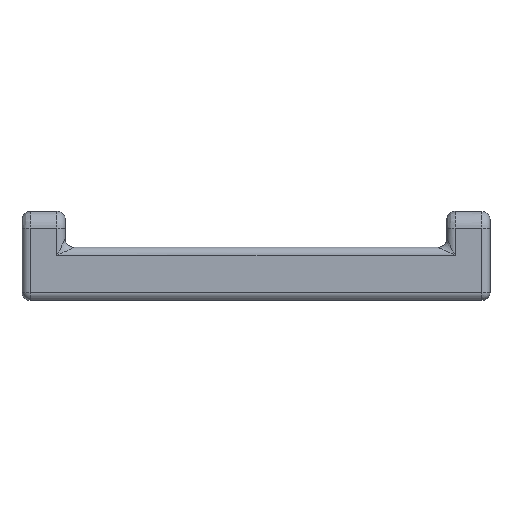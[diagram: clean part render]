
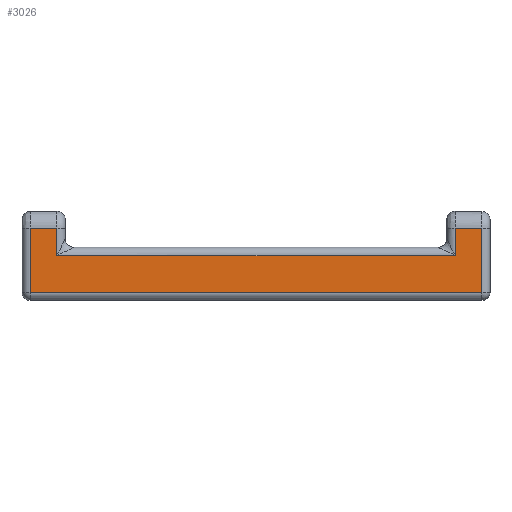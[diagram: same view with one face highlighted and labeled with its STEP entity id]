
A CAD part, top view. The second image highlights one B-rep face of the part: STEP entity #3026.
In plain terms, the highlighted planar face has unit normal (0, 0, 1).
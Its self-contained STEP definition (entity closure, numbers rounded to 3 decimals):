
#3014=AXIS2_PLACEMENT_3D('Plane Axis2P3D',#3011,#3012,#3013) ;
#430=CARTESIAN_POINT('Vertex',(26.,4.35,21.)) ;
#449=CARTESIAN_POINT('Vertex',(26.,2.7,21.)) ;
#452=CARTESIAN_POINT('Line Origine',(26.,12.324,21.)) ;
#1026=CARTESIAN_POINT('Vertex',(27.6,4.35,21.)) ;
#1029=CARTESIAN_POINT('Line Origine',(64.731,4.35,21.)) ;
#1291=CARTESIAN_POINT('Vertex',(2.1,2.7,21.)) ;
#1294=CARTESIAN_POINT('Line Origine',(64.731,2.7,21.)) ;
#1316=CARTESIAN_POINT('Vertex',(2.1,4.35,21.)) ;
#1321=CARTESIAN_POINT('Line Origine',(2.1,-6.974,21.)) ;
#1365=CARTESIAN_POINT('Vertex',(0.5,4.35,21.)) ;
#1370=CARTESIAN_POINT('Line Origine',(64.731,4.35,21.)) ;
#1418=CARTESIAN_POINT('Vertex',(0.5,0.5,21.)) ;
#1421=CARTESIAN_POINT('Line Origine',(0.5,12.324,21.)) ;
#1457=CARTESIAN_POINT('Vertex',(27.6,0.5,21.)) ;
#1460=CARTESIAN_POINT('Line Origine',(0.485,0.5,21.)) ;
#1485=CARTESIAN_POINT('Line Origine',(27.6,0.478,21.)) ;
#3011=CARTESIAN_POINT('Axis2P3D Location',(14.05,4.45,21.)) ;
#453=DIRECTION('Vector Direction',(0.,-1.,0.)) ;
#1030=DIRECTION('Vector Direction',(-1.,0.,0.)) ;
#1295=DIRECTION('Vector Direction',(-1.,0.,0.)) ;
#1322=DIRECTION('Vector Direction',(0.,1.,0.)) ;
#1371=DIRECTION('Vector Direction',(-1.,0.,0.)) ;
#1422=DIRECTION('Vector Direction',(0.,-1.,0.)) ;
#1461=DIRECTION('Vector Direction',(1.,0.,0.)) ;
#1486=DIRECTION('Vector Direction',(0.,1.,0.)) ;
#3012=DIRECTION('Axis2P3D Direction',(0.,0.,1.)) ;
#3013=DIRECTION('Axis2P3D XDirection',(-1.,0.,0.)) ;
#454=VECTOR('Line Direction',#453,1.) ;
#1031=VECTOR('Line Direction',#1030,1.) ;
#1296=VECTOR('Line Direction',#1295,1.) ;
#1323=VECTOR('Line Direction',#1322,1.) ;
#1372=VECTOR('Line Direction',#1371,1.) ;
#1423=VECTOR('Line Direction',#1422,1.) ;
#1462=VECTOR('Line Direction',#1461,1.) ;
#1487=VECTOR('Line Direction',#1486,1.) ;
#3017=ORIENTED_EDGE('',*,*,#1298,.T.) ;
#3018=ORIENTED_EDGE('',*,*,#1325,.T.) ;
#3019=ORIENTED_EDGE('',*,*,#1374,.T.) ;
#3020=ORIENTED_EDGE('',*,*,#1425,.T.) ;
#3021=ORIENTED_EDGE('',*,*,#1464,.T.) ;
#3022=ORIENTED_EDGE('',*,*,#1489,.T.) ;
#3023=ORIENTED_EDGE('',*,*,#1033,.T.) ;
#3024=ORIENTED_EDGE('',*,*,#456,.T.) ;
#3026=ADVANCED_FACE('QV',(#3025),#3015,.T.) ;
#456=EDGE_CURVE('',#431,#450,#455,.T.) ;
#1033=EDGE_CURVE('',#1027,#431,#1032,.T.) ;
#1298=EDGE_CURVE('',#450,#1292,#1297,.T.) ;
#1325=EDGE_CURVE('',#1292,#1317,#1324,.T.) ;
#1374=EDGE_CURVE('',#1317,#1366,#1373,.T.) ;
#1425=EDGE_CURVE('',#1366,#1419,#1424,.T.) ;
#1464=EDGE_CURVE('',#1419,#1458,#1463,.T.) ;
#1489=EDGE_CURVE('',#1458,#1027,#1488,.T.) ;
#3016=EDGE_LOOP('',(#3017,#3018,#3019,#3020,#3021,#3022,#3023,#3024)) ;
#3025=FACE_OUTER_BOUND('',#3016,.T.) ;
#455=LINE('Line',#452,#454) ;
#1032=LINE('Line',#1029,#1031) ;
#1297=LINE('Line',#1294,#1296) ;
#1324=LINE('Line',#1321,#1323) ;
#1373=LINE('Line',#1370,#1372) ;
#1424=LINE('Line',#1421,#1423) ;
#1463=LINE('Line',#1460,#1462) ;
#1488=LINE('Line',#1485,#1487) ;
#3015=PLANE('',#3014) ;
#431=VERTEX_POINT('',#430) ;
#450=VERTEX_POINT('',#449) ;
#1027=VERTEX_POINT('',#1026) ;
#1292=VERTEX_POINT('',#1291) ;
#1317=VERTEX_POINT('',#1316) ;
#1366=VERTEX_POINT('',#1365) ;
#1419=VERTEX_POINT('',#1418) ;
#1458=VERTEX_POINT('',#1457) ;
